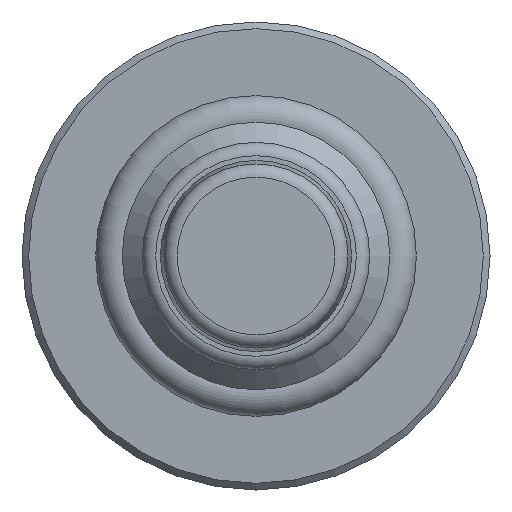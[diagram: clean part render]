
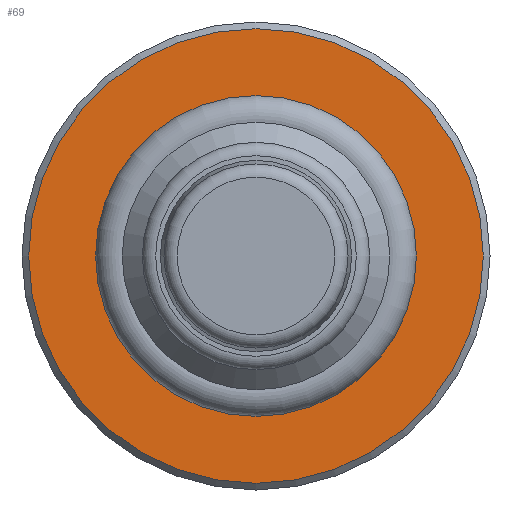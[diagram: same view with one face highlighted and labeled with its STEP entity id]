
A CAD part, left-side view. The second image highlights one B-rep face of the part: STEP entity #69.
In plain terms, the highlighted planar face has unit normal (-1, 0, 0).
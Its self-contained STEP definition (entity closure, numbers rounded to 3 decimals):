
#69 = ADVANCED_FACE( '', ( #172, #173 ), #174, .T. );
#172 = FACE_BOUND( '', #341, .T. );
#173 = FACE_OUTER_BOUND( '', #342, .T. );
#174 = PLANE( '', #343 );
#341 = EDGE_LOOP( '', ( #508 ) );
#342 = EDGE_LOOP( '', ( #509 ) );
#343 = AXIS2_PLACEMENT_3D( '', #510, #511, #512 );
#508 = ORIENTED_EDGE( '', *, *, #746, .F. );
#509 = ORIENTED_EDGE( '', *, *, #747, .T. );
#510 = CARTESIAN_POINT( '', ( 4., 0., -1.765 ) );
#511 = DIRECTION( '', ( -1., 0., 0. ) );
#512 = DIRECTION( '', ( 0., 0., 1. ) );
#746 = EDGE_CURVE( '', #831, #831, #832, .T. );
#747 = EDGE_CURVE( '', #833, #833, #834, .T. );
#831 = VERTEX_POINT( '', #952 );
#832 = CIRCLE( '', #953, 2.173 );
#833 = VERTEX_POINT( '', #954 );
#834 = CIRCLE( '', #955, 3.4 );
#952 = CARTESIAN_POINT( '', ( 4., 0., 2.173 ) );
#953 = AXIS2_PLACEMENT_3D( '', #1074, #1075, #1076 );
#954 = CARTESIAN_POINT( '', ( 4., 0., 3.4 ) );
#955 = AXIS2_PLACEMENT_3D( '', #1077, #1078, #1079 );
#1074 = CARTESIAN_POINT( '', ( 4., 0., 0. ) );
#1075 = DIRECTION( '', ( -1., 0., 0. ) );
#1076 = DIRECTION( '', ( 0., 0., 1. ) );
#1077 = CARTESIAN_POINT( '', ( 4., 0., 0. ) );
#1078 = DIRECTION( '', ( -1., 0., 0. ) );
#1079 = DIRECTION( '', ( 0., 0., 1. ) );
